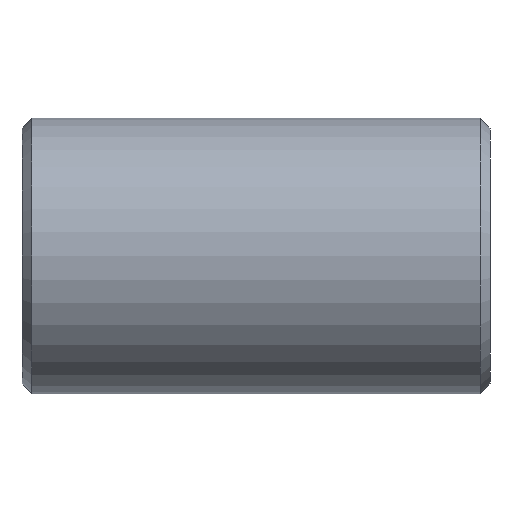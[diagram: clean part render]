
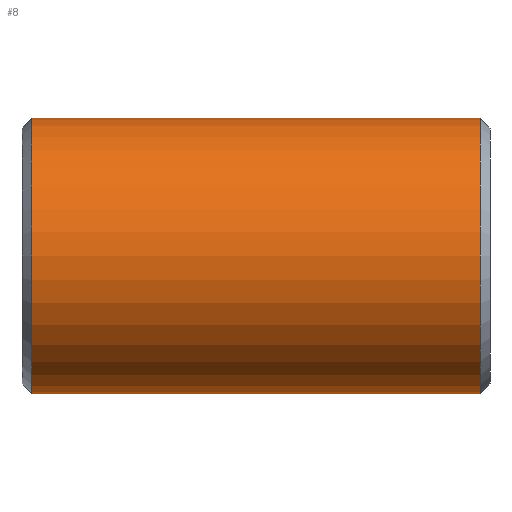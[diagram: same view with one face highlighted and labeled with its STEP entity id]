
A CAD part, front view. The second image highlights one B-rep face of the part: STEP entity #8.
In plain terms, the highlighted cylindrical face has radius 84.138 mm (diameter 168.275 mm), a partial arc.
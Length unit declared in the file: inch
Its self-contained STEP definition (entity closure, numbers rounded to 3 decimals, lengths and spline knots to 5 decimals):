
#7 = DIRECTION ( 'NONE',  ( -1., 0., 0. ) ) ;
#8 = ADVANCED_FACE ( 'NONE', ( #166 ), #523, .T. ) ;
#21 = DIRECTION ( 'NONE',  ( 0., 0., 1. ) ) ;
#24 = CARTESIAN_POINT ( 'NONE',  ( 5.62, 0., 3.3125 ) ) ;
#30 = EDGE_CURVE ( 'NONE', #271, #431, #384, .T. ) ;
#36 = CARTESIAN_POINT ( 'NONE',  ( 5.38033, 0., -3.3125 ) ) ;
#37 = VECTOR ( 'NONE', #200, 39.37008 ) ;
#45 = EDGE_CURVE ( 'NONE', #431, #480, #382, .T. ) ;
#74 = ORIENTED_EDGE ( 'NONE', *, *, #423, .F. ) ;
#93 = DIRECTION ( 'NONE',  ( 1., 0., 0. ) ) ;
#96 = CARTESIAN_POINT ( 'NONE',  ( 5.38033, 0., 0. ) ) ;
#109 = CARTESIAN_POINT ( 'NONE',  ( 5.62, 0., 3.3125 ) ) ;
#112 = CARTESIAN_POINT ( 'NONE',  ( 5.62, 0., 0. ) ) ;
#114 = DIRECTION ( 'NONE',  ( -1., 0., 0. ) ) ;
#131 = ORIENTED_EDGE ( 'NONE', *, *, #30, .T. ) ;
#145 = LINE ( 'NONE', #333, #37 ) ;
#165 = CIRCLE ( 'NONE', #404, 3.3125 ) ;
#166 = FACE_OUTER_BOUND ( 'NONE', #484, .T. ) ;
#169 = LINE ( 'NONE', #274, #440 ) ;
#178 = CARTESIAN_POINT ( 'NONE',  ( -5.38033, 0., 3.3125 ) ) ;
#185 = EDGE_CURVE ( 'NONE', #397, #381, #169, .T. ) ;
#190 = CARTESIAN_POINT ( 'NONE',  ( -5.38033, 0., 0. ) ) ;
#200 = DIRECTION ( 'NONE',  ( -1., 0., 0. ) ) ;
#210 = ORIENTED_EDGE ( 'NONE', *, *, #185, .F. ) ;
#224 = ORIENTED_EDGE ( 'NONE', *, *, #45, .T. ) ;
#246 = CARTESIAN_POINT ( 'NONE',  ( 0., 0., -3.3125 ) ) ;
#270 = EDGE_CURVE ( 'NONE', #480, #381, #471, .T. ) ;
#271 = VERTEX_POINT ( 'NONE', #282 ) ;
#273 = ORIENTED_EDGE ( 'NONE', *, *, #446, .T. ) ;
#274 = CARTESIAN_POINT ( 'NONE',  ( 5.62, 0., -3.3125 ) ) ;
#282 = CARTESIAN_POINT ( 'NONE',  ( 5.38033, 0., 3.3125 ) ) ;
#302 = VECTOR ( 'NONE', #114, 39.37008 ) ;
#304 = DIRECTION ( 'NONE',  ( -1., 0., 0. ) ) ;
#322 = AXIS2_PLACEMENT_3D ( 'NONE', #190, #93, #369 ) ;
#333 = CARTESIAN_POINT ( 'NONE',  ( 5.62, 0., -3.3125 ) ) ;
#369 = DIRECTION ( 'NONE',  ( 0., 0., 1. ) ) ;
#375 = CARTESIAN_POINT ( 'NONE',  ( -5.38033, 0., -3.3125 ) ) ;
#379 = AXIS2_PLACEMENT_3D ( 'NONE', #112, #473, #21 ) ;
#381 = VERTEX_POINT ( 'NONE', #375 ) ;
#382 = LINE ( 'NONE', #109, #302 ) ;
#384 = LINE ( 'NONE', #24, #560 ) ;
#397 = VERTEX_POINT ( 'NONE', #246 ) ;
#404 = AXIS2_PLACEMENT_3D ( 'NONE', #96, #7, #457 ) ;
#423 = EDGE_CURVE ( 'NONE', #541, #397, #145, .T. ) ;
#427 = DIRECTION ( 'NONE',  ( -1., 0., 0. ) ) ;
#431 = VERTEX_POINT ( 'NONE', #561 ) ;
#440 = VECTOR ( 'NONE', #304, 39.37008 ) ;
#446 = EDGE_CURVE ( 'NONE', #541, #271, #165, .T. ) ;
#457 = DIRECTION ( 'NONE',  ( 0., 0., -1. ) ) ;
#471 = CIRCLE ( 'NONE', #322, 3.3125 ) ;
#472 = ORIENTED_EDGE ( 'NONE', *, *, #270, .T. ) ;
#473 = DIRECTION ( 'NONE',  ( -1., 0., 0. ) ) ;
#480 = VERTEX_POINT ( 'NONE', #178 ) ;
#484 = EDGE_LOOP ( 'NONE', ( #74, #273, #131, #224, #472, #210 ) ) ;
#523 = CYLINDRICAL_SURFACE ( 'NONE', #379, 3.3125 ) ;
#541 = VERTEX_POINT ( 'NONE', #36 ) ;
#560 = VECTOR ( 'NONE', #427, 39.37008 ) ;
#561 = CARTESIAN_POINT ( 'NONE',  ( 0., 0., 3.3125 ) ) ;
